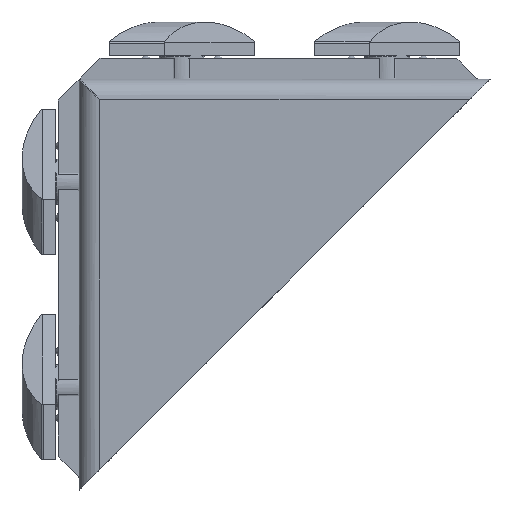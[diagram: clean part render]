
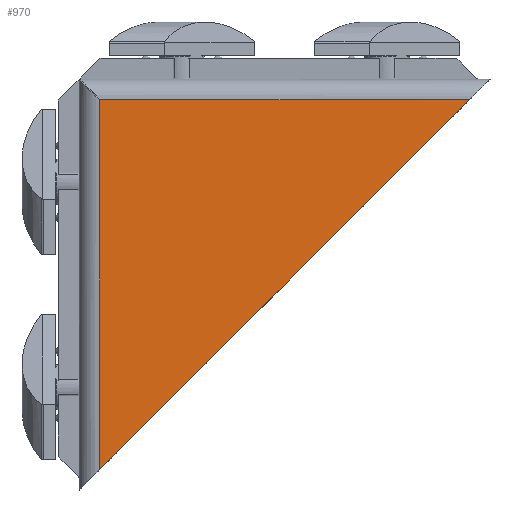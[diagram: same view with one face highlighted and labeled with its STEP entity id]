
A CAD part, front view. The second image highlights one B-rep face of the part: STEP entity #970.
In plain terms, the highlighted face is planar.
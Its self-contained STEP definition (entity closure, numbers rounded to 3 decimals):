
#970=ADVANCED_FACE('',(#1398),#1399,.F.);
#1398=FACE_OUTER_BOUND('',#1970,.T.);
#1399=PLANE('',#1971);
#1970=EDGE_LOOP('',(#3403,#3404,#3405));
#1971=AXIS2_PLACEMENT_3D('',#3406,#3407,#3408);
#3403=ORIENTED_EDGE('',*,*,#4257,.T.);
#3404=ORIENTED_EDGE('',*,*,#4502,.T.);
#3405=ORIENTED_EDGE('',*,*,#4503,.F.);
#3406=CARTESIAN_POINT('',(-20.0,0.2,0.2));
#3407=DIRECTION('',(1.0,0.0,0.0));
#3408=DIRECTION('',(0.0,1.0,0.0));
#4257=EDGE_CURVE('',#5052,#5046,#5055,.T.);
#4502=EDGE_CURVE('',#5046,#5472,#5473,.T.);
#4503=EDGE_CURVE('',#5052,#5472,#5474,.T.);
#5046=VERTEX_POINT('',#6446);
#5052=VERTEX_POINT('',#6460);
#5055=LINE('',#6464,#6465);
#5472=VERTEX_POINT('',#7111);
#5473=LINE('',#7112,#7113);
#5474=LINE('',#7114,#7115);
#6446=CARTESIAN_POINT('',(-20.0,4.0,4.0));
#6460=CARTESIAN_POINT('',(-20.0,76.0,4.0));
#6464=CARTESIAN_POINT('',(-20.0,0.2,4.0));
#6465=VECTOR('',#7647,1.0);
#7111=CARTESIAN_POINT('',(-20.0,4.0,76.0));
#7112=CARTESIAN_POINT('',(-20.0,4.0,0.2));
#7113=VECTOR('',#8065,1.0);
#7114=CARTESIAN_POINT('',(-20.0,80.0,0.0));
#7115=VECTOR('',#8066,1.0);
#7647=DIRECTION('',(0.0,-1.0,0.0));
#8065=DIRECTION('',(0.0,0.0,1.0));
#8066=DIRECTION('',(0.0,-0.707,0.707));
